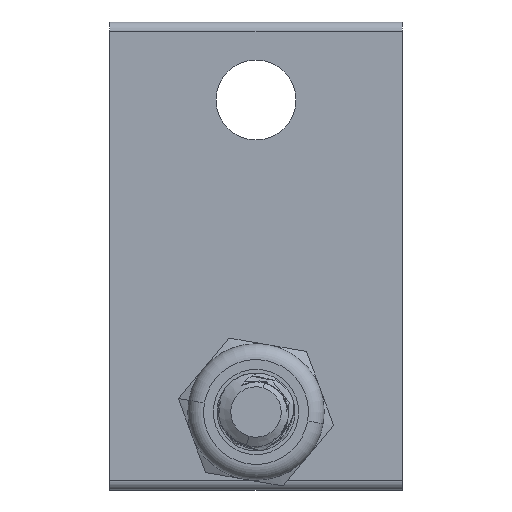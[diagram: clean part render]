
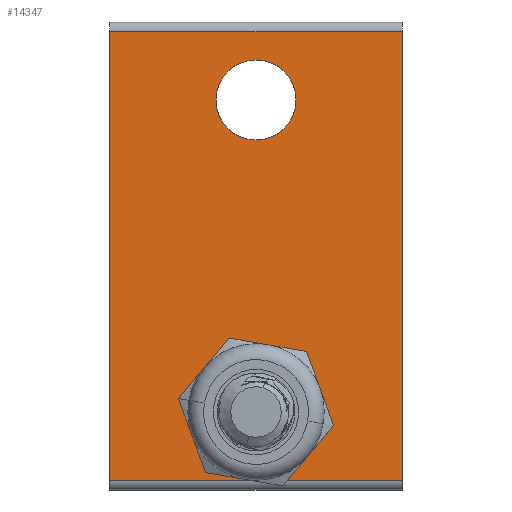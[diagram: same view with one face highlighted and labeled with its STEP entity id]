
A CAD part, front view. The second image highlights one B-rep face of the part: STEP entity #14347.
In plain terms, the highlighted planar face has unit normal (0, -1, 0).
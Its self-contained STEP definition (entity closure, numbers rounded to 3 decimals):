
#461 = AXIS2_PLACEMENT_3D ( 'NONE', #6800, #12502, #7436 ) ;
#654 = EDGE_CURVE ( 'NONE', #13344, #7632, #1139, .T. ) ;
#1139 = CIRCLE ( 'NONE', #11508, 2.05 ) ;
#1347 = EDGE_CURVE ( 'NONE', #7632, #13344, #7220, .T. ) ;
#1536 = ORIENTED_EDGE ( 'NONE', *, *, #654, .F. ) ;
#1652 = DIRECTION ( 'NONE',  ( 0., 0., 1. ) ) ;
#1734 = FACE_BOUND ( 'NONE', #6508, .T. ) ;
#2014 = EDGE_CURVE ( 'NONE', #12367, #13402, #2852, .T. ) ;
#2188 = DIRECTION ( 'NONE',  ( 1., 0., 0. ) ) ;
#2846 = EDGE_CURVE ( 'NONE', #10171, #9350, #6168, .T. ) ;
#2852 = CIRCLE ( 'NONE', #13340, 2.05 ) ;
#3008 = CARTESIAN_POINT ( 'NONE',  ( -7.5, 0., 12. ) ) ;
#3547 = CARTESIAN_POINT ( 'NONE',  ( 0., 0., 10.05 ) ) ;
#4015 = CARTESIAN_POINT ( 'NONE',  ( 7.5, 0., 11.5 ) ) ;
#4426 = EDGE_CURVE ( 'NONE', #10171, #11792, #6653, .T. ) ;
#4529 = EDGE_CURVE ( 'NONE', #11588, #11792, #6828, .T. ) ;
#4576 = CIRCLE ( 'NONE', #9153, 2.05 ) ;
#4795 = EDGE_CURVE ( 'NONE', #13402, #12367, #4576, .T. ) ;
#5454 = CARTESIAN_POINT ( 'NONE',  ( -7.5, 0., -11.5 ) ) ;
#5752 = DIRECTION ( 'NONE',  ( 0., 0., 1. ) ) ;
#5891 = DIRECTION ( 'NONE',  ( 0., -1., 0. ) ) ;
#6168 = LINE ( 'NONE', #10849, #8763 ) ;
#6285 = EDGE_LOOP ( 'NONE', ( #7064, #1536 ) ) ;
#6442 = CARTESIAN_POINT ( 'NONE',  ( 0., 0., -8. ) ) ;
#6508 = EDGE_LOOP ( 'NONE', ( #13140, #13627 ) ) ;
#6653 = LINE ( 'NONE', #13856, #9257 ) ;
#6800 = CARTESIAN_POINT ( 'NONE',  ( 0., 0., -8. ) ) ;
#6828 = LINE ( 'NONE', #3008, #8933 ) ;
#6934 = CARTESIAN_POINT ( 'NONE',  ( 0., 0., -10.05 ) ) ;
#6965 = CARTESIAN_POINT ( 'NONE',  ( 0., 0., 0. ) ) ;
#7064 = ORIENTED_EDGE ( 'NONE', *, *, #1347, .F. ) ;
#7220 = CIRCLE ( 'NONE', #461, 2.05 ) ;
#7378 = CARTESIAN_POINT ( 'NONE',  ( 0., 0., -5.95 ) ) ;
#7436 = DIRECTION ( 'NONE',  ( 0., 0., 1. ) ) ;
#7533 = DIRECTION ( 'NONE',  ( 0., 0., 1. ) ) ;
#7561 = DIRECTION ( 'NONE',  ( 0., -1., 0. ) ) ;
#7632 = VERTEX_POINT ( 'NONE', #7378 ) ;
#7984 = CARTESIAN_POINT ( 'NONE',  ( 0., 0., 8. ) ) ;
#8207 = CARTESIAN_POINT ( 'NONE',  ( -7.5, 0., 11.5 ) ) ;
#8763 = VECTOR ( 'NONE', #14165, 1000. ) ;
#8881 = ORIENTED_EDGE ( 'NONE', *, *, #2846, .F. ) ;
#8933 = VECTOR ( 'NONE', #7533, 1000. ) ;
#8956 = LINE ( 'NONE', #11041, #11898 ) ;
#9053 = PLANE ( 'NONE',  #13305 ) ;
#9143 = EDGE_LOOP ( 'NONE', ( #8881, #12406, #13282, #13965 ) ) ;
#9153 = AXIS2_PLACEMENT_3D ( 'NONE', #7984, #5891, #10332 ) ;
#9257 = VECTOR ( 'NONE', #10709, 1000. ) ;
#9350 = VERTEX_POINT ( 'NONE', #10700 ) ;
#10171 = VERTEX_POINT ( 'NONE', #4015 ) ;
#10277 = FACE_OUTER_BOUND ( 'NONE', #9143, .T. ) ;
#10297 = DIRECTION ( 'NONE',  ( 0., 1., 0. ) ) ;
#10332 = DIRECTION ( 'NONE',  ( 0., 0., 1. ) ) ;
#10590 = CARTESIAN_POINT ( 'NONE',  ( 0., 0., 8. ) ) ;
#10605 = FACE_BOUND ( 'NONE', #6285, .T. ) ;
#10700 = CARTESIAN_POINT ( 'NONE',  ( 7.5, 0., -11.5 ) ) ;
#10709 = DIRECTION ( 'NONE',  ( -1., 0., 0. ) ) ;
#10731 = EDGE_CURVE ( 'NONE', #11588, #9350, #8956, .T. ) ;
#10849 = CARTESIAN_POINT ( 'NONE',  ( 7.5, 0., 12. ) ) ;
#11041 = CARTESIAN_POINT ( 'NONE',  ( 0., 0., -11.5 ) ) ;
#11508 = AXIS2_PLACEMENT_3D ( 'NONE', #6442, #7561, #14250 ) ;
#11588 = VERTEX_POINT ( 'NONE', #5454 ) ;
#11792 = VERTEX_POINT ( 'NONE', #8207 ) ;
#11848 = CARTESIAN_POINT ( 'NONE',  ( 0., 0., 5.95 ) ) ;
#11898 = VECTOR ( 'NONE', #2188, 1000. ) ;
#12367 = VERTEX_POINT ( 'NONE', #11848 ) ;
#12406 = ORIENTED_EDGE ( 'NONE', *, *, #4426, .T. ) ;
#12502 = DIRECTION ( 'NONE',  ( 0., -1., 0. ) ) ;
#12762 = DIRECTION ( 'NONE',  ( 0., -1., 0. ) ) ;
#13140 = ORIENTED_EDGE ( 'NONE', *, *, #4795, .F. ) ;
#13282 = ORIENTED_EDGE ( 'NONE', *, *, #4529, .F. ) ;
#13305 = AXIS2_PLACEMENT_3D ( 'NONE', #6965, #10297, #5752 ) ;
#13340 = AXIS2_PLACEMENT_3D ( 'NONE', #10590, #12762, #1652 ) ;
#13344 = VERTEX_POINT ( 'NONE', #6934 ) ;
#13402 = VERTEX_POINT ( 'NONE', #3547 ) ;
#13627 = ORIENTED_EDGE ( 'NONE', *, *, #2014, .F. ) ;
#13856 = CARTESIAN_POINT ( 'NONE',  ( 0., 0., 11.5 ) ) ;
#13965 = ORIENTED_EDGE ( 'NONE', *, *, #10731, .T. ) ;
#14165 = DIRECTION ( 'NONE',  ( 0., 0., -1. ) ) ;
#14250 = DIRECTION ( 'NONE',  ( 0., 0., 1. ) ) ;
#14347 = ADVANCED_FACE ( 'NONE', ( #10605, #1734, #10277 ), #9053, .F. ) ;
